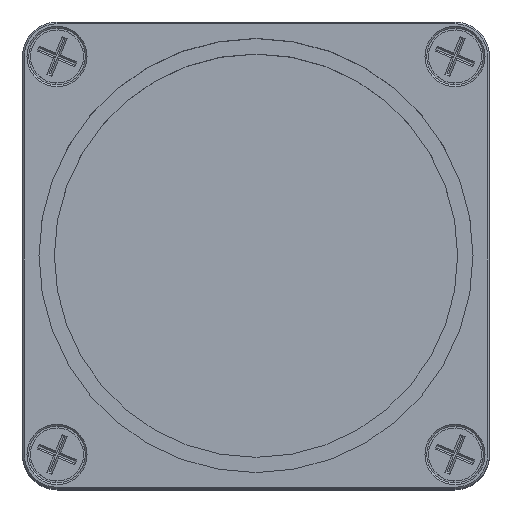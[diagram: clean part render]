
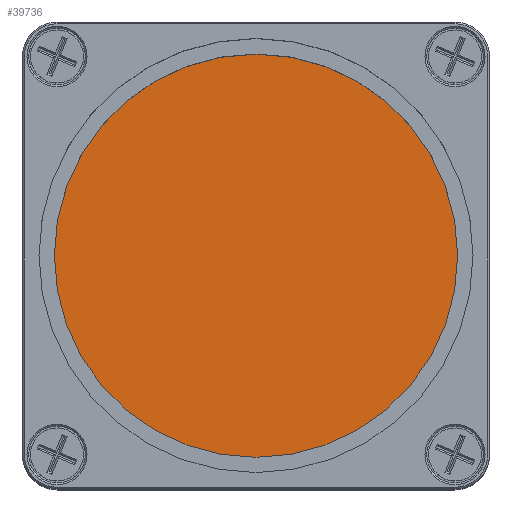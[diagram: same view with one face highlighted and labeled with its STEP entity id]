
A CAD part, top view. The second image highlights one B-rep face of the part: STEP entity #39736.
In plain terms, the highlighted face is planar.
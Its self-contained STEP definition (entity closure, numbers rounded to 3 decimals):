
#11853=FACE_OUTER_BOUND('',#50452,.T.);
#39736=ADVANCED_FACE('',(#11853),#44248,.F.);
#44248=PLANE('',#117044);
#50452=EDGE_LOOP('',(#72614));
#72614=ORIENTED_EDGE('',*,*,#103071,.F.);
#89703=VERTEX_POINT('',#167599);
#103071=EDGE_CURVE('',#89703,#89703,#110556,.T.);
#110556=CIRCLE('',#117041,12.5);
#117041=AXIS2_PLACEMENT_3D('',#167598,#138896,#138897);
#117044=AXIS2_PLACEMENT_3D('',#167602,#138902,#138903);
#138896=DIRECTION('',(0.,0.,1.));
#138897=DIRECTION('',(1.,0.,0.));
#138902=DIRECTION('',(0.,0.,1.));
#138903=DIRECTION('',(1.,0.,0.));
#167598=CARTESIAN_POINT('',(0.,0.,0.));
#167599=CARTESIAN_POINT('',(12.5,0.,0.));
#167602=CARTESIAN_POINT('',(0.,0.,0.));
